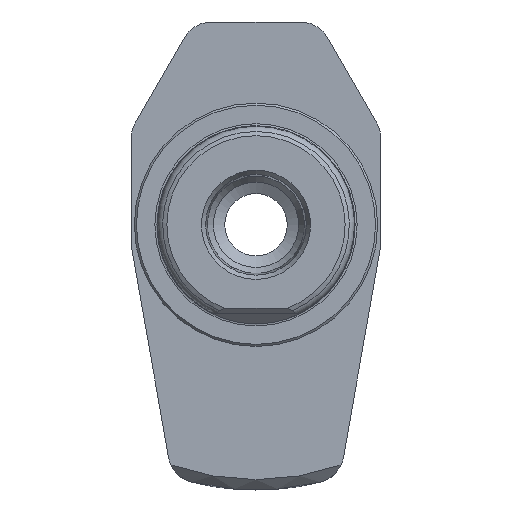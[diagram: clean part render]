
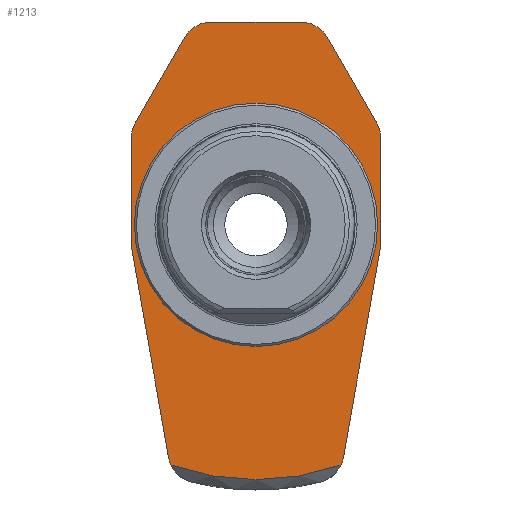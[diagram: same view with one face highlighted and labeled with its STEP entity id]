
A CAD part, left-side view. The second image highlights one B-rep face of the part: STEP entity #1213.
In plain terms, the highlighted planar face has unit normal (-1, 0, 0).
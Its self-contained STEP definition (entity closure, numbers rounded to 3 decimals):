
#674=CARTESIAN_POINT('',(60.2,-11.598,9.804));
#675=VERTEX_POINT('',#674);
#682=CARTESIAN_POINT('',(60.2,-12.,8.304));
#683=VERTEX_POINT('',#682);
#684=CARTESIAN_POINT('',(60.2,-9.,8.304));
#685=DIRECTION('',(-1.0,0.0,0.0));
#686=DIRECTION('',(0.0,-0.866,0.5));
#687=AXIS2_PLACEMENT_3D('',#684,#685,#686);
#688=CIRCLE('',#687,3.0);
#689=EDGE_CURVE('',#683,#675,#688,.T.);
#713=CARTESIAN_POINT('',(60.2,-6.866,18.));
#714=VERTEX_POINT('',#713);
#721=CARTESIAN_POINT('',(60.2,-11.598,9.804));
#722=DIRECTION('',(0.0,0.5,0.866));
#723=VECTOR('',#722,9.464);
#724=LINE('',#721,#723);
#725=EDGE_CURVE('',#675,#714,#724,.T.);
#745=CARTESIAN_POINT('',(60.2,-12.,-2.));
#746=VERTEX_POINT('',#745);
#747=CARTESIAN_POINT('',(60.2,-12.,-2.));
#748=DIRECTION('',(0.0,0.0,1.0));
#749=VECTOR('',#748,10.304);
#750=LINE('',#747,#749);
#751=EDGE_CURVE('',#746,#683,#750,.T.);
#784=CARTESIAN_POINT('',(60.2,-4.268,19.5));
#785=VERTEX_POINT('',#784);
#792=CARTESIAN_POINT('',(60.2,-4.268,16.5));
#793=DIRECTION('',(-1.0,0.0,0.0));
#794=DIRECTION('',(0.0,0.0,1.0));
#795=AXIS2_PLACEMENT_3D('',#792,#793,#794);
#796=CIRCLE('',#795,3.0);
#797=EDGE_CURVE('',#714,#785,#796,.T.);
#817=CARTESIAN_POINT('',(60.2,-8.412,-22.349));
#818=VERTEX_POINT('',#817);
#819=CARTESIAN_POINT('',(60.2,-8.412,-22.349));
#820=DIRECTION('',(0.0,-0.174,0.985));
#821=VECTOR('',#820,20.663);
#822=LINE('',#819,#821);
#823=EDGE_CURVE('',#818,#746,#822,.T.);
#849=CARTESIAN_POINT('',(60.2,-8.177,-23.095));
#850=VERTEX_POINT('',#849);
#851=CARTESIAN_POINT('',(60.2,-5.457,-21.828));
#852=DIRECTION('',(-1.0,0.0,0.0));
#853=DIRECTION('',(0.0,-0.985,-0.174));
#854=AXIS2_PLACEMENT_3D('',#851,#852,#853);
#855=CIRCLE('',#854,3.0);
#856=EDGE_CURVE('',#850,#818,#855,.T.);
#922=CARTESIAN_POINT('',(60.2,8.177,-23.095));
#923=VERTEX_POINT('',#922);
#937=CARTESIAN_POINT('',(60.2,8.412,-22.349));
#938=VERTEX_POINT('',#937);
#939=CARTESIAN_POINT('',(60.2,5.457,-21.828));
#940=DIRECTION('',(-1.0,0.0,0.0));
#941=DIRECTION('',(0.0,0.243,-0.97));
#942=AXIS2_PLACEMENT_3D('',#939,#940,#941);
#943=CIRCLE('',#942,3.0);
#944=EDGE_CURVE('',#938,#923,#943,.T.);
#969=CARTESIAN_POINT('',(60.2,12.,-2.));
#970=VERTEX_POINT('',#969);
#971=CARTESIAN_POINT('',(60.2,12.,-2.));
#972=DIRECTION('',(0.0,-0.174,-0.985));
#973=VECTOR('',#972,20.663);
#974=LINE('',#971,#973);
#975=EDGE_CURVE('',#970,#938,#974,.T.);
#1008=CARTESIAN_POINT('',(60.2,12.,8.304));
#1009=VERTEX_POINT('',#1008);
#1010=CARTESIAN_POINT('',(60.2,12.,8.304));
#1011=DIRECTION('',(0.0,0.0,-1.0));
#1012=VECTOR('',#1011,10.304);
#1013=LINE('',#1010,#1012);
#1014=EDGE_CURVE('',#1009,#970,#1013,.T.);
#1040=CARTESIAN_POINT('',(60.2,11.598,9.804));
#1041=VERTEX_POINT('',#1040);
#1042=CARTESIAN_POINT('',(60.2,9.,8.304));
#1043=DIRECTION('',(-1.0,0.0,0.0));
#1044=DIRECTION('',(0.0,1.0,0.0));
#1045=AXIS2_PLACEMENT_3D('',#1042,#1043,#1044);
#1046=CIRCLE('',#1045,3.0);
#1047=EDGE_CURVE('',#1041,#1009,#1046,.T.);
#1072=CARTESIAN_POINT('',(60.2,6.866,18.));
#1073=VERTEX_POINT('',#1072);
#1074=CARTESIAN_POINT('',(60.2,6.866,18.));
#1075=DIRECTION('',(0.0,0.5,-0.866));
#1076=VECTOR('',#1075,9.464);
#1077=LINE('',#1074,#1076);
#1078=EDGE_CURVE('',#1073,#1041,#1077,.T.);
#1104=CARTESIAN_POINT('',(60.2,4.268,19.5));
#1105=VERTEX_POINT('',#1104);
#1106=CARTESIAN_POINT('',(60.2,4.268,16.5));
#1107=DIRECTION('',(-1.0,0.0,0.0));
#1108=DIRECTION('',(0.0,0.866,0.5));
#1109=AXIS2_PLACEMENT_3D('',#1106,#1107,#1108);
#1110=CIRCLE('',#1109,3.0);
#1111=EDGE_CURVE('',#1105,#1073,#1110,.T.);
#1134=CARTESIAN_POINT('',(60.2,-4.268,19.5));
#1135=DIRECTION('',(0.0,1.0,0.0));
#1136=VECTOR('',#1135,8.536);
#1137=LINE('',#1134,#1136);
#1138=EDGE_CURVE('',#785,#1105,#1137,.T.);
#1175=CARTESIAN_POINT('',(60.2,18.1,0.0));
#1176=DIRECTION('',(-1.0,0.0,0.0));
#1177=DIRECTION('',(0.0,0.0,1.0));
#1178=AXIS2_PLACEMENT_3D('',#1175,#1176,#1177);
#1179=PLANE('',#1178);
#1180=ORIENTED_EDGE('',*,*,#856,.T.);
#1181=ORIENTED_EDGE('',*,*,#823,.T.);
#1182=ORIENTED_EDGE('',*,*,#751,.T.);
#1183=ORIENTED_EDGE('',*,*,#689,.T.);
#1184=ORIENTED_EDGE('',*,*,#725,.T.);
#1185=ORIENTED_EDGE('',*,*,#797,.T.);
#1186=ORIENTED_EDGE('',*,*,#1138,.T.);
#1187=ORIENTED_EDGE('',*,*,#1111,.T.);
#1188=ORIENTED_EDGE('',*,*,#1078,.T.);
#1189=ORIENTED_EDGE('',*,*,#1047,.T.);
#1190=ORIENTED_EDGE('',*,*,#1014,.T.);
#1191=ORIENTED_EDGE('',*,*,#975,.T.);
#1192=ORIENTED_EDGE('',*,*,#944,.T.);
#1193=CARTESIAN_POINT('',(60.2,0.0,0.0));
#1194=DIRECTION('',(1.0,0.0,0.0));
#1195=DIRECTION('',(0.0,1.0,0.0));
#1196=AXIS2_PLACEMENT_3D('',#1193,#1194,#1195);
#1197=CIRCLE('',#1196,24.5);
#1198=EDGE_CURVE('',#850,#923,#1197,.T.);
#1199=ORIENTED_EDGE('',*,*,#1198,.F.);
#1200=EDGE_LOOP('',(#1180,#1181,#1182,#1183,#1184,#1185,#1186,#1187,#1188,#1189,#1190,#1191,#1192,#1199));
#1201=FACE_OUTER_BOUND('',#1200,.T.);
#1202=CARTESIAN_POINT('',(60.2,11.7,0.0));
#1203=VERTEX_POINT('',#1202);
#1204=CARTESIAN_POINT('',(60.2,0.0,0.0));
#1205=DIRECTION('',(1.0,0.0,0.0));
#1206=DIRECTION('',(0.0,1.0,0.0));
#1207=AXIS2_PLACEMENT_3D('',#1204,#1205,#1206);
#1208=CIRCLE('',#1207,11.7);
#1209=EDGE_CURVE('',#1203,#1203,#1208,.T.);
#1210=ORIENTED_EDGE('',*,*,#1209,.T.);
#1211=EDGE_LOOP('',(#1210));
#1212=FACE_BOUND('',#1211,.T.);
#1213=ADVANCED_FACE('',(#1201,#1212),#1179,.T.);
